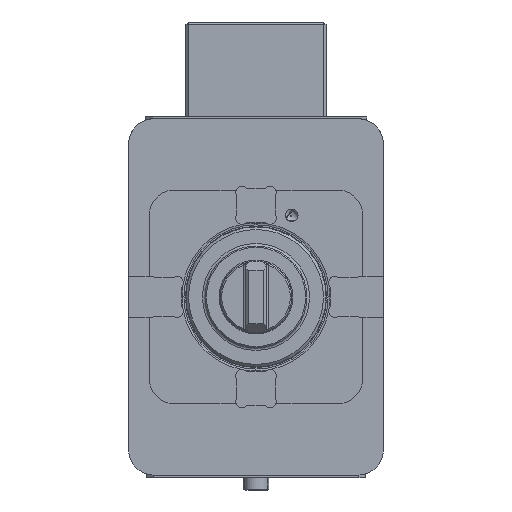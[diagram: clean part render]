
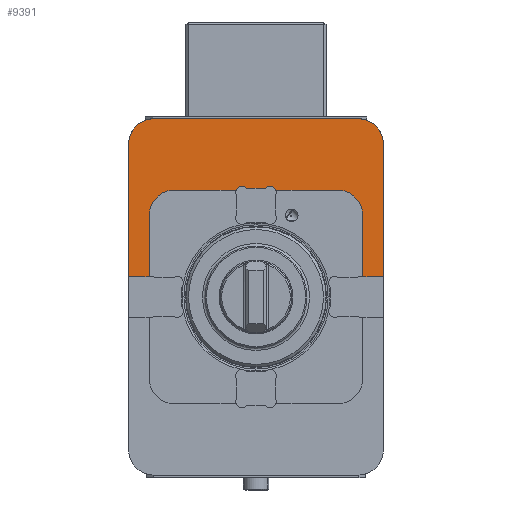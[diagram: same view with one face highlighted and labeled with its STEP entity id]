
A CAD part, front view. The second image highlights one B-rep face of the part: STEP entity #9391.
In plain terms, the highlighted planar face has unit normal (0, -1, 0).
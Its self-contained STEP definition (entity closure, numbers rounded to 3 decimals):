
#90 = VERTEX_POINT ( 'NONE', #12971 ) ;
#269 = EDGE_CURVE ( 'NONE', #90, #26660, #29603, .T. ) ;
#325 = EDGE_CURVE ( 'NONE', #28639, #12682, #450, .T. ) ;
#386 = EDGE_CURVE ( 'NONE', #17317, #24173, #30378, .T. ) ;
#450 = LINE ( 'NONE', #23563, #5343 ) ;
#843 = CARTESIAN_POINT ( 'NONE',  ( 0., 0.5, 42.75 ) ) ;
#1220 = CARTESIAN_POINT ( 'NONE',  ( 42., 0.5, 32. ) ) ;
#1310 = CARTESIAN_POINT ( 'NONE',  ( 3.715, 0.5, 42.75 ) ) ;
#1384 = CARTESIAN_POINT ( 'NONE',  ( 32., 0.5, 32. ) ) ;
#1535 = DIRECTION ( 'NONE',  ( 1., 0., 0. ) ) ;
#1590 = DIRECTION ( 'NONE',  ( 0., 1., 0. ) ) ;
#2613 = DIRECTION ( 'NONE',  ( -1., 0., 0. ) ) ;
#3224 = CIRCLE ( 'NONE', #24387, 10. ) ;
#3876 = DIRECTION ( 'NONE',  ( 1., 0., 0. ) ) ;
#4185 = EDGE_CURVE ( 'NONE', #29153, #12682, #28696, .T. ) ;
#4303 = CARTESIAN_POINT ( 'NONE',  ( 5.5, 0.5, 41. ) ) ;
#4420 = EDGE_CURVE ( 'NONE', #28756, #24173, #13541, .T. ) ;
#5215 = VECTOR ( 'NONE', #20266, 1000. ) ;
#5343 = VECTOR ( 'NONE', #35188, 1000. ) ;
#5414 = VERTEX_POINT ( 'NONE', #10816 ) ;
#5793 = ORIENTED_EDGE ( 'NONE', *, *, #4420, .F. ) ;
#5913 = VERTEX_POINT ( 'NONE', #9803 ) ;
#5997 = DIRECTION ( 'NONE',  ( -1., 0., 0. ) ) ;
#6870 = DIRECTION ( 'NONE',  ( 0., -1., 0. ) ) ;
#7020 = CIRCLE ( 'NONE', #16669, 2.5 ) ;
#7103 = VECTOR ( 'NONE', #29372, 1000. ) ;
#7892 = CARTESIAN_POINT ( 'NONE',  ( 32., 0.5, 42. ) ) ;
#8481 = ORIENTED_EDGE ( 'NONE', *, *, #16497, .F. ) ;
#8533 = LINE ( 'NONE', #32068, #5215 ) ;
#8852 = LINE ( 'NONE', #26311, #7103 ) ;
#9237 = DIRECTION ( 'NONE',  ( -1., 0., 0. ) ) ;
#9391 = ADVANCED_FACE ( 'Defeature completata1_64', ( #34565 ), #17058, .T. ) ;
#9803 = CARTESIAN_POINT ( 'NONE',  ( 42., 0.5, 8. ) ) ;
#10049 = DIRECTION ( 'NONE',  ( 0., 1., 0. ) ) ;
#10437 = DIRECTION ( 'NONE',  ( -1., 0., 0. ) ) ;
#10635 = DIRECTION ( 'NONE',  ( 0., 0., 1. ) ) ;
#10816 = CARTESIAN_POINT ( 'NONE',  ( -40., 0.5, 70. ) ) ;
#11278 = ORIENTED_EDGE ( 'NONE', *, *, #15889, .T. ) ;
#11648 = VECTOR ( 'NONE', #5997, 1000. ) ;
#12488 = CARTESIAN_POINT ( 'NONE',  ( -7.791, 0.5, 42. ) ) ;
#12682 = VERTEX_POINT ( 'NONE', #32613 ) ;
#12836 = DIRECTION ( 'NONE',  ( 0., -1., 0. ) ) ;
#12971 = CARTESIAN_POINT ( 'NONE',  ( -32., 0.5, 42. ) ) ;
#13111 = DIRECTION ( 'NONE',  ( 0., 0., 1. ) ) ;
#13287 = CARTESIAN_POINT ( 'NONE',  ( -5.5, 0.5, 41. ) ) ;
#13306 = CARTESIAN_POINT ( 'NONE',  ( 50., 0.5, -107.234 ) ) ;
#13393 = VERTEX_POINT ( 'NONE', #1310 ) ;
#13541 = CIRCLE ( 'NONE', #24954, 10. ) ;
#13815 = EDGE_CURVE ( 'NONE', #5913, #32185, #18239, .T. ) ;
#14271 = DIRECTION ( 'NONE',  ( -1., 0., 0. ) ) ;
#14295 = CARTESIAN_POINT ( 'NONE',  ( -32., 0.5, 32. ) ) ;
#14856 = ORIENTED_EDGE ( 'NONE', *, *, #28477, .F. ) ;
#14935 = CARTESIAN_POINT ( 'NONE',  ( 32., 0.5, 42. ) ) ;
#15035 = AXIS2_PLACEMENT_3D ( 'NONE', #14295, #25853, #37281 ) ;
#15230 = ORIENTED_EDGE ( 'NONE', *, *, #269, .F. ) ;
#15244 = ORIENTED_EDGE ( 'NONE', *, *, #13815, .F. ) ;
#15473 = VERTEX_POINT ( 'NONE', #25332 ) ;
#15889 = EDGE_CURVE ( 'NONE', #28756, #5414, #8533, .T. ) ;
#16347 = AXIS2_PLACEMENT_3D ( 'NONE', #4303, #12836, #36007 ) ;
#16497 = EDGE_CURVE ( 'NONE', #28042, #90, #17592, .T. ) ;
#16541 = CARTESIAN_POINT ( 'NONE',  ( 42., 0.5, 32. ) ) ;
#16590 = CARTESIAN_POINT ( 'NONE',  ( -50., 0.5, 60. ) ) ;
#16669 = AXIS2_PLACEMENT_3D ( 'NONE', #13287, #21585, #1535 ) ;
#17058 = PLANE ( 'NONE',  #29266 ) ;
#17317 = VERTEX_POINT ( 'NONE', #22688 ) ;
#17360 = VECTOR ( 'NONE', #2613, 1000. ) ;
#17592 = LINE ( 'NONE', #14935, #21899 ) ;
#18152 = VERTEX_POINT ( 'NONE', #7892 ) ;
#18239 = LINE ( 'NONE', #1220, #30594 ) ;
#18749 = ORIENTED_EDGE ( 'NONE', *, *, #31984, .F. ) ;
#19588 = ORIENTED_EDGE ( 'NONE', *, *, #24363, .F. ) ;
#20082 = DIRECTION ( 'NONE',  ( 1., 0., 0. ) ) ;
#20170 = EDGE_CURVE ( 'NONE', #15473, #28042, #7020, .T. ) ;
#20266 = DIRECTION ( 'NONE',  ( -1., 0., 0. ) ) ;
#20549 = LINE ( 'NONE', #843, #25846 ) ;
#21060 = VECTOR ( 'NONE', #13111, 1000. ) ;
#21468 = CARTESIAN_POINT ( 'NONE',  ( -40., 0.5, 60. ) ) ;
#21585 = DIRECTION ( 'NONE',  ( 0., -1., 0. ) ) ;
#21655 = VERTEX_POINT ( 'NONE', #33560 ) ;
#21899 = VECTOR ( 'NONE', #9237, 1000. ) ;
#22147 = CARTESIAN_POINT ( 'NONE',  ( 40., 0.5, 60. ) ) ;
#22688 = CARTESIAN_POINT ( 'NONE',  ( 50., 0.5, 8. ) ) ;
#23118 = ORIENTED_EDGE ( 'NONE', *, *, #26240, .F. ) ;
#23333 = ORIENTED_EDGE ( 'NONE', *, *, #386, .T. ) ;
#23434 = ORIENTED_EDGE ( 'NONE', *, *, #33126, .F. ) ;
#23563 = CARTESIAN_POINT ( 'NONE',  ( -50., 0.5, -110.801 ) ) ;
#23959 = CARTESIAN_POINT ( 'NONE',  ( 40., 0.5, 70. ) ) ;
#24049 = VECTOR ( 'NONE', #14271, 1000. ) ;
#24173 = VERTEX_POINT ( 'NONE', #25515 ) ;
#24283 = EDGE_CURVE ( 'NONE', #17317, #5913, #29338, .T. ) ;
#24363 = EDGE_CURVE ( 'NONE', #28639, #5414, #3224, .T. ) ;
#24387 = AXIS2_PLACEMENT_3D ( 'NONE', #21468, #1590, #3876 ) ;
#24954 = AXIS2_PLACEMENT_3D ( 'NONE', #22147, #10049, #33766 ) ;
#25092 = ORIENTED_EDGE ( 'NONE', *, *, #4185, .F. ) ;
#25332 = CARTESIAN_POINT ( 'NONE',  ( -3.715, 0.5, 42.75 ) ) ;
#25434 = DIRECTION ( 'NONE',  ( 0., -1., 0. ) ) ;
#25515 = CARTESIAN_POINT ( 'NONE',  ( 50., 0.5, 60. ) ) ;
#25826 = CARTESIAN_POINT ( 'NONE',  ( 0., 0.5, 8. ) ) ;
#25846 = VECTOR ( 'NONE', #32887, 1000. ) ;
#25853 = DIRECTION ( 'NONE',  ( 0., -1., 0. ) ) ;
#26240 = EDGE_CURVE ( 'NONE', #32185, #18152, #37382, .T. ) ;
#26311 = CARTESIAN_POINT ( 'NONE',  ( -42., 0.5, 32. ) ) ;
#26441 = AXIS2_PLACEMENT_3D ( 'NONE', #1384, #6870, #10437 ) ;
#26660 = VERTEX_POINT ( 'NONE', #33184 ) ;
#28042 = VERTEX_POINT ( 'NONE', #12488 ) ;
#28477 = EDGE_CURVE ( 'NONE', #26660, #29153, #8852, .T. ) ;
#28606 = CARTESIAN_POINT ( 'NONE',  ( 32., 0.5, 42. ) ) ;
#28639 = VERTEX_POINT ( 'NONE', #16590 ) ;
#28696 = LINE ( 'NONE', #25826, #24049 ) ;
#28756 = VERTEX_POINT ( 'NONE', #23959 ) ;
#28795 = LINE ( 'NONE', #28606, #17360 ) ;
#28901 = CARTESIAN_POINT ( 'NONE',  ( -42., 0.5, 8. ) ) ;
#29153 = VERTEX_POINT ( 'NONE', #28901 ) ;
#29266 = AXIS2_PLACEMENT_3D ( 'NONE', #31314, #25434, #20082 ) ;
#29338 = LINE ( 'NONE', #35222, #11648 ) ;
#29372 = DIRECTION ( 'NONE',  ( 0., 0., -1. ) ) ;
#29603 = CIRCLE ( 'NONE', #15035, 10. ) ;
#29947 = ORIENTED_EDGE ( 'NONE', *, *, #325, .T. ) ;
#30378 = LINE ( 'NONE', #13306, #21060 ) ;
#30594 = VECTOR ( 'NONE', #10635, 1000. ) ;
#31314 = CARTESIAN_POINT ( 'NONE',  ( 0., 0.5, 0. ) ) ;
#31402 = ORIENTED_EDGE ( 'NONE', *, *, #24283, .F. ) ;
#31984 = EDGE_CURVE ( 'NONE', #13393, #15473, #20549, .T. ) ;
#32068 = CARTESIAN_POINT ( 'NONE',  ( 106.767, 0.5, 70. ) ) ;
#32185 = VERTEX_POINT ( 'NONE', #16541 ) ;
#32613 = CARTESIAN_POINT ( 'NONE',  ( -50., 0.5, 8. ) ) ;
#32727 = CIRCLE ( 'NONE', #16347, 2.5 ) ;
#32887 = DIRECTION ( 'NONE',  ( -1., 0., 0. ) ) ;
#33126 = EDGE_CURVE ( 'NONE', #18152, #21655, #28795, .T. ) ;
#33151 = ORIENTED_EDGE ( 'NONE', *, *, #20170, .F. ) ;
#33184 = CARTESIAN_POINT ( 'NONE',  ( -42., 0.5, 32. ) ) ;
#33560 = CARTESIAN_POINT ( 'NONE',  ( 7.791, 0.5, 42. ) ) ;
#33766 = DIRECTION ( 'NONE',  ( 1., 0., 0. ) ) ;
#34565 = FACE_OUTER_BOUND ( 'NONE', #34700, .T. ) ;
#34643 = ORIENTED_EDGE ( 'NONE', *, *, #36501, .F. ) ;
#34700 = EDGE_LOOP ( 'NONE', ( #25092, #14856, #15230, #8481, #33151, #18749, #34643, #23434, #23118, #15244, #31402, #23333, #5793, #11278, #19588, #29947 ) ) ;
#35188 = DIRECTION ( 'NONE',  ( 0., 0., -1. ) ) ;
#35222 = CARTESIAN_POINT ( 'NONE',  ( 0., 0.5, 8. ) ) ;
#36007 = DIRECTION ( 'NONE',  ( 1., 0., 0. ) ) ;
#36501 = EDGE_CURVE ( 'NONE', #21655, #13393, #32727, .T. ) ;
#37281 = DIRECTION ( 'NONE',  ( 1., 0., 0. ) ) ;
#37382 = CIRCLE ( 'NONE', #26441, 10. ) ;
